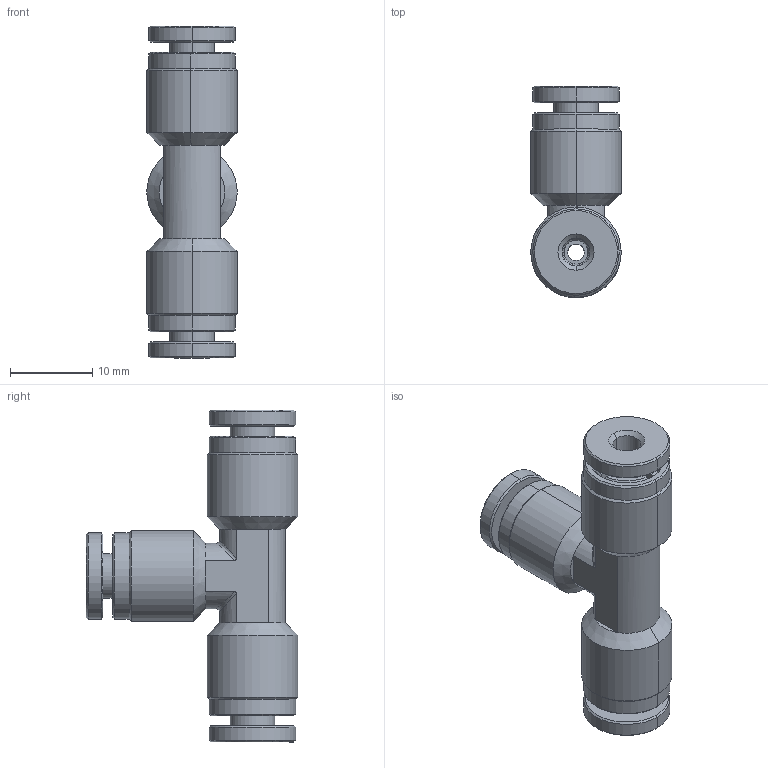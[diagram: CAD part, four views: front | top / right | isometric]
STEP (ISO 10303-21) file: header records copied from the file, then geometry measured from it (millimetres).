
FILE_DESCRIPTION (( 'STEP AP214' ), '1' );
FILE_NAME ('TUS1-8W.STEP', '2018-07-03T23:52:27', ( '' ), ( '' ), 'SwSTEP 2.0', 'SolidWorks 2016', '' );
FILE_SCHEMA (( 'AUTOMOTIVE_DESIGN' ));
Length unit declared in the file: millimetre
Products named in the file (1): TUS1-8W
Bounding box: 11 x 25.7 x 40.4 mm (x, y, z)
Volume: 3349.8 mm3; surface area: 6159.4 mm2
Topology: 16 solids, 16 shells, 897 faces, 2417 edges, 1563 vertices
Faces by surface type: plane 317, cone 273, cylinder 179, bspline 122, torus 6
Entity records: 40973 total; most frequent: CARTESIAN_POINT 10073, ORIENTED_EDGE 4834, DIRECTION 3808, EDGE_CURVE 2417, AXIS2_PLACEMENT_3D 1570, VERTEX_POINT 1563, EDGE_LOOP 942, B_SPLINE_CURVE_WITH_KNOTS 922
